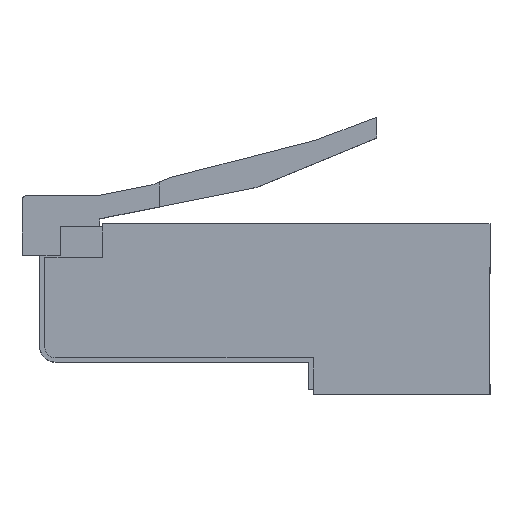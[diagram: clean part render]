
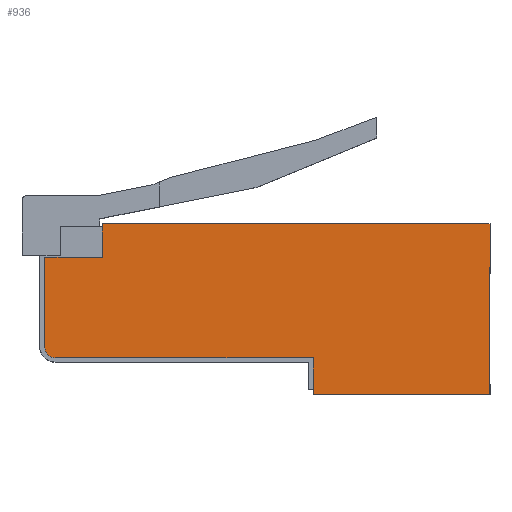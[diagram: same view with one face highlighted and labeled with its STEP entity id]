
A CAD part, top view. The second image highlights one B-rep face of the part: STEP entity #936.
In plain terms, the highlighted face is planar.
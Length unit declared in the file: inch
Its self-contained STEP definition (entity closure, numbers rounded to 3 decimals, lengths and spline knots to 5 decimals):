
#114 = ORIENTED_EDGE ( 'NONE', *, *, #645, .T. ) ;
#207 = VECTOR ( 'NONE', #2676, 39.37008 ) ;
#368 = CARTESIAN_POINT ( 'NONE',  ( -0.23, -0.0735, -0.407 ) ) ;
#418 = EDGE_CURVE ( 'NONE', #8342, #2210, #7145, .T. ) ;
#484 = VECTOR ( 'NONE', #2294, 39.37008 ) ;
#645 = EDGE_CURVE ( 'NONE', #4232, #8196, #8822, .T. ) ;
#936 = ADVANCED_FACE ( 'NONE', ( #6440 ), #5986, .F. ) ;
#1017 = DIRECTION ( 'NONE',  ( 1., 0., 0. ) ) ;
#1278 = EDGE_CURVE ( 'NONE', #5897, #1461, #5628, .T. ) ;
#1321 = LINE ( 'NONE', #7943, #4859 ) ;
#1345 = AXIS2_PLACEMENT_3D ( 'NONE', #3175, #1017, #5283 ) ;
#1364 = DIRECTION ( 'NONE',  ( 0., -1., 0. ) ) ;
#1461 = VERTEX_POINT ( 'NONE', #5843 ) ;
#1464 = VECTOR ( 'NONE', #4337, 39.37008 ) ;
#1572 = CARTESIAN_POINT ( 'NONE',  ( -0.23, -0.1635, 0.427 ) ) ;
#1639 = CARTESIAN_POINT ( 'NONE',  ( -0.23, 0.1635, -0.317 ) ) ;
#1691 = EDGE_CURVE ( 'NONE', #1461, #7611, #9095, .T. ) ;
#1898 = CARTESIAN_POINT ( 'NONE',  ( -0.23, 0.0995, 0.427 ) ) ;
#2049 = EDGE_LOOP ( 'NONE', ( #3993, #2332, #4626, #114, #4843, #4147, #9190, #3947, #4769 ) ) ;
#2113 = EDGE_CURVE ( 'NONE', #7611, #4037, #8059, .T. ) ;
#2210 = VERTEX_POINT ( 'NONE', #1639 ) ;
#2250 = CARTESIAN_POINT ( 'NONE',  ( -0.23, -0.0735, -0.427 ) ) ;
#2294 = DIRECTION ( 'NONE',  ( 0., 0., -1. ) ) ;
#2332 = ORIENTED_EDGE ( 'NONE', *, *, #2113, .T. ) ;
#2504 = VECTOR ( 'NONE', #1364, 39.37008 ) ;
#2519 = CARTESIAN_POINT ( 'NONE',  ( -0.23, 0.0995, -0.317 ) ) ;
#2621 = CARTESIAN_POINT ( 'NONE',  ( -0.23, -0.0935, 0.427 ) ) ;
#2676 = DIRECTION ( 'NONE',  ( 0., 0., -1. ) ) ;
#2843 = CARTESIAN_POINT ( 'NONE',  ( -0.23, -0.1635, 0.088 ) ) ;
#3175 = CARTESIAN_POINT ( 'NONE',  ( -0.23, 0.1635, 0.427 ) ) ;
#3346 = DIRECTION ( 'NONE',  ( 0., 0., 1. ) ) ;
#3400 = VECTOR ( 'NONE', #6190, 39.37008 ) ;
#3947 = ORIENTED_EDGE ( 'NONE', *, *, #4979, .T. ) ;
#3993 = ORIENTED_EDGE ( 'NONE', *, *, #1691, .T. ) ;
#4037 = VERTEX_POINT ( 'NONE', #5703 ) ;
#4147 = ORIENTED_EDGE ( 'NONE', *, *, #4558, .F. ) ;
#4232 = VERTEX_POINT ( 'NONE', #5942 ) ;
#4258 = LINE ( 'NONE', #1572, #484 ) ;
#4337 = DIRECTION ( 'NONE',  ( 0., -1., 0. ) ) ;
#4403 = LINE ( 'NONE', #4897, #2504 ) ;
#4470 = CARTESIAN_POINT ( 'NONE',  ( -0.23, 0.1635, -0.427 ) ) ;
#4558 = EDGE_CURVE ( 'NONE', #8342, #5444, #1321, .T. ) ;
#4626 = ORIENTED_EDGE ( 'NONE', *, *, #7186, .T. ) ;
#4650 = LINE ( 'NONE', #2621, #8235 ) ;
#4769 = ORIENTED_EDGE ( 'NONE', *, *, #1278, .T. ) ;
#4785 = DIRECTION ( 'NONE',  ( -1., 0., 0. ) ) ;
#4843 = ORIENTED_EDGE ( 'NONE', *, *, #8759, .F. ) ;
#4859 = VECTOR ( 'NONE', #5100, 39.37008 ) ;
#4897 = CARTESIAN_POINT ( 'NONE',  ( -0.23, 0.1635, -0.317 ) ) ;
#4979 = EDGE_CURVE ( 'NONE', #2210, #5897, #4403, .T. ) ;
#5100 = DIRECTION ( 'NONE',  ( 0., -1., 0. ) ) ;
#5283 = DIRECTION ( 'NONE',  ( 0., 0., -1. ) ) ;
#5444 = VERTEX_POINT ( 'NONE', #6913 ) ;
#5628 = LINE ( 'NONE', #1898, #207 ) ;
#5703 = CARTESIAN_POINT ( 'NONE',  ( -0.23, -0.0935, -0.407 ) ) ;
#5843 = CARTESIAN_POINT ( 'NONE',  ( -0.23, 0.0995, -0.427 ) ) ;
#5897 = VERTEX_POINT ( 'NONE', #2519 ) ;
#5942 = CARTESIAN_POINT ( 'NONE',  ( -0.23, -0.0935, 0.088 ) ) ;
#5986 = PLANE ( 'NONE',  #1345 ) ;
#6190 = DIRECTION ( 'NONE',  ( 0., -1., 0. ) ) ;
#6417 = CARTESIAN_POINT ( 'NONE',  ( -0.23, 0.1635, 0.427 ) ) ;
#6440 = FACE_OUTER_BOUND ( 'NONE', #2049, .T. ) ;
#6913 = CARTESIAN_POINT ( 'NONE',  ( -0.23, -0.1635, 0.427 ) ) ;
#7145 = LINE ( 'NONE', #6417, #8832 ) ;
#7186 = EDGE_CURVE ( 'NONE', #4037, #4232, #4650, .T. ) ;
#7406 = AXIS2_PLACEMENT_3D ( 'NONE', #368, #4785, #9119 ) ;
#7611 = VERTEX_POINT ( 'NONE', #2250 ) ;
#7940 = CARTESIAN_POINT ( 'NONE',  ( -0.23, 0.1635, 0.427 ) ) ;
#7943 = CARTESIAN_POINT ( 'NONE',  ( -0.23, 0.1635, 0.427 ) ) ;
#8059 = CIRCLE ( 'NONE', #7406, 0.02 ) ;
#8196 = VERTEX_POINT ( 'NONE', #2843 ) ;
#8235 = VECTOR ( 'NONE', #3346, 39.37008 ) ;
#8342 = VERTEX_POINT ( 'NONE', #7940 ) ;
#8565 = DIRECTION ( 'NONE',  ( 0., 0., -1. ) ) ;
#8619 = CARTESIAN_POINT ( 'NONE',  ( -0.23, 0.1635, 0.088 ) ) ;
#8759 = EDGE_CURVE ( 'NONE', #5444, #8196, #4258, .T. ) ;
#8822 = LINE ( 'NONE', #8619, #1464 ) ;
#8832 = VECTOR ( 'NONE', #8565, 39.37008 ) ;
#9095 = LINE ( 'NONE', #4470, #3400 ) ;
#9119 = DIRECTION ( 'NONE',  ( 0., 0., -1. ) ) ;
#9190 = ORIENTED_EDGE ( 'NONE', *, *, #418, .T. ) ;
